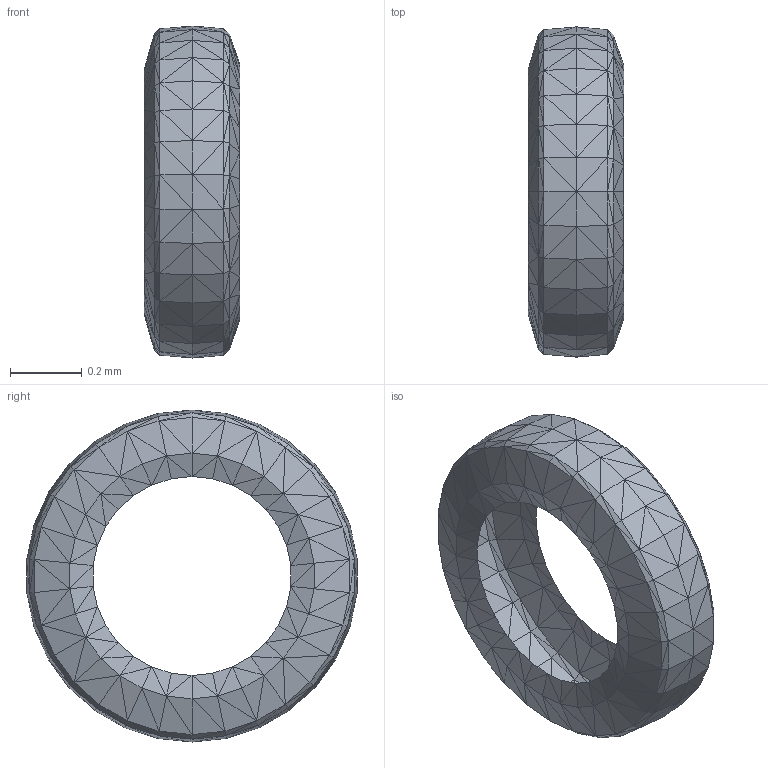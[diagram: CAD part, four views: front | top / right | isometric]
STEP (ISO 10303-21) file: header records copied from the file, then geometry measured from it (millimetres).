
FILE_DESCRIPTION (( 'STEP AP203' ), '1' );
FILE_NAME ('Wheels TireF_Default_sldprt.STEP', '2019-12-12T21:40:41', ( '' ), ( '' ), 'SwSTEP 2.0', 'SolidWorks 2017', '' );
FILE_SCHEMA (( 'CONFIG_CONTROL_DESIGN' ));
Length unit declared in the file: millimetre
Products named in the file (1): Wheels TireF_Default_sldprt
Bounding box: 0.27 x 0.92 x 0.93 mm (x, y, z)
Surface area: 1.4 mm2 (no closed solid volume)
Topology: 0 solids, 1 shells, 480 faces, 750 edges, 270 vertices
Faces by surface type: plane 480
Entity records: 9655 total; most frequent: DIRECTION 1712, CARTESIAN_POINT 1501, ORIENTED_EDGE 1440, LINE 750, VECTOR 750, EDGE_CURVE 750, AXIS2_PLACEMENT_3D 481, PLANE 480
